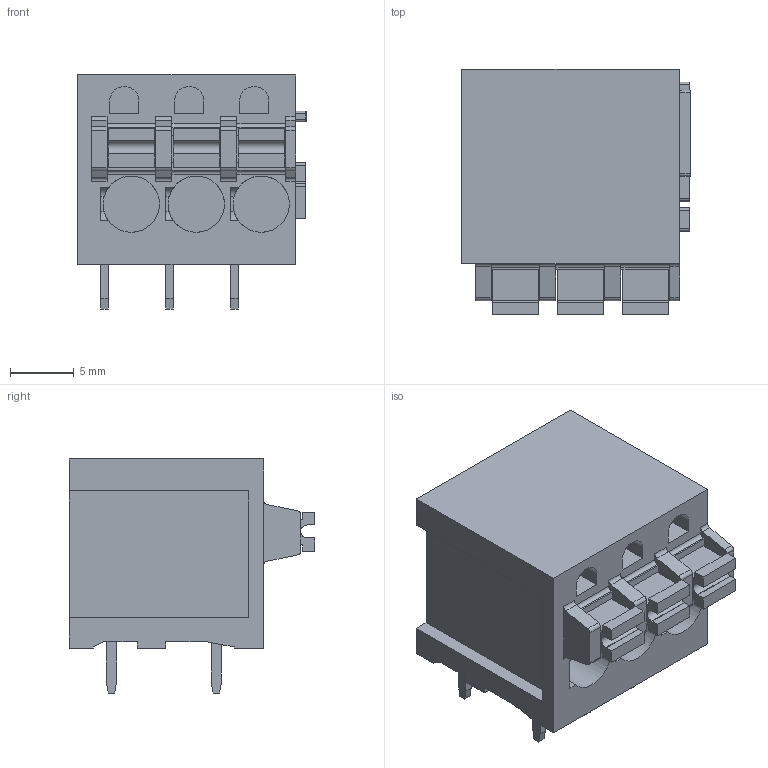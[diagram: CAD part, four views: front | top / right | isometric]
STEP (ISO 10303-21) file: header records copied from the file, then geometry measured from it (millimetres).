
FILE_DESCRIPTION(('CATIA V5 STEP Exchange','CAx-IF Rec.Pracs.--- Model Styling and Organization---1.4--- 2014-01-23'),'2;1');
FILE_NAME ('325288-2_0_1425820000_1425820000.stp','2021-07-06T11:34:53+00:00',('none'),('Weidmueller'),'CATIA Version 5-6 Release 2016 SP3 HF44','CATIA V5 STEP AP214','none');
FILE_SCHEMA(('AUTOMOTIVE_DESIGN { 1 0 10303 214 1 1 1 1 }'));
Length unit declared in the file: millimetre
Products named in the file (1): 1425820000
Bounding box: 17.89 x 19.2 x 18.3 mm (x, y, z)
Volume: 3485.2 mm3; surface area: 2430.5 mm2
Topology: 10 solids, 10 shells, 257 faces, 684 edges, 456 vertices
Faces by surface type: plane 193, cylinder 64
Entity records: 7890 total; most frequent: CARTESIAN_POINT 1407, ORIENTED_EDGE 1368, DIRECTION 1081, EDGE_CURVE 684, VECTOR 550, LINE 550, VERTEX_POINT 456, AXIS2_PLACEMENT_3D 329
